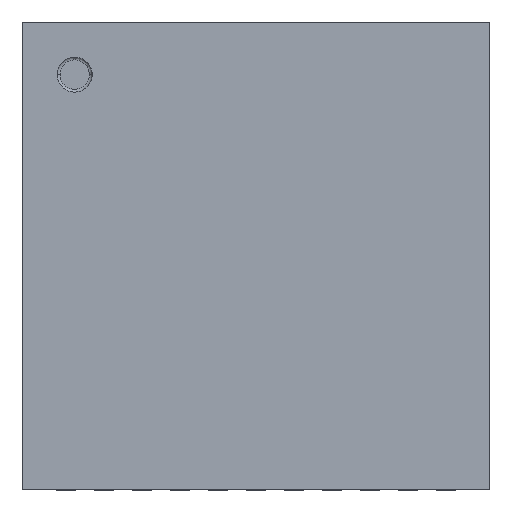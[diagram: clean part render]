
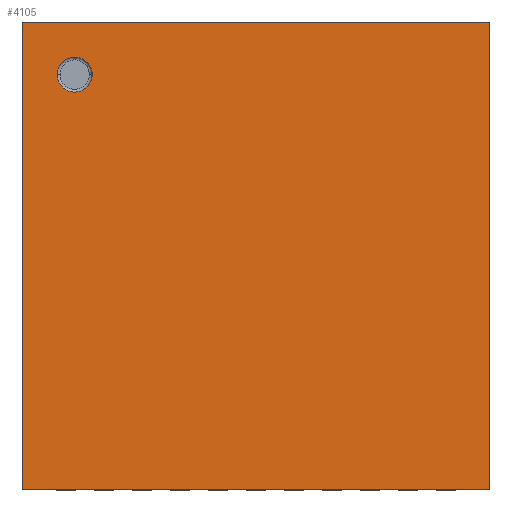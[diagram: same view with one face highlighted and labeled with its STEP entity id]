
A CAD part, top view. The second image highlights one B-rep face of the part: STEP entity #4105.
In plain terms, the highlighted planar face has unit normal (0, 0, 1).
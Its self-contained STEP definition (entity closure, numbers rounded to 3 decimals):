
#239 = VECTOR ( 'NONE', #11050, 1000. ) ;
#297 = AXIS2_PLACEMENT_3D ( 'NONE', #718, #9647, #1992 ) ;
#314 = VERTEX_POINT ( 'NONE', #6164 ) ;
#718 = CARTESIAN_POINT ( 'NONE',  ( 0.15, 7.1, 0.9 ) ) ;
#1266 = VECTOR ( 'NONE', #9498, 1000. ) ;
#1886 = FACE_OUTER_BOUND ( 'NONE', #11788, .T. ) ;
#1992 = DIRECTION ( 'NONE',  ( -1., 0., 0. ) ) ;
#2117 = ORIENTED_EDGE ( 'NONE', *, *, #6433, .F. ) ;
#2806 = EDGE_CURVE ( 'NONE', #10602, #314, #3331, .T. ) ;
#3233 = DIRECTION ( 'NONE',  ( 0., 0., -1. ) ) ;
#3331 = LINE ( 'NONE', #8288, #9717 ) ;
#4105 = ADVANCED_FACE ( 'NONE', ( #1886, #15012 ), #15741, .T. ) ;
#4992 = DIRECTION ( 'NONE',  ( -1., 0., 0. ) ) ;
#5330 = VERTEX_POINT ( 'NONE', #8249 ) ;
#6164 = CARTESIAN_POINT ( 'NONE',  ( 7.24, 0.01, 0.9 ) ) ;
#6346 = EDGE_CURVE ( 'NONE', #6812, #8771, #14319, .T. ) ;
#6385 = ORIENTED_EDGE ( 'NONE', *, *, #9215, .F. ) ;
#6433 = EDGE_CURVE ( 'NONE', #11747, #10602, #11431, .T. ) ;
#6812 = VERTEX_POINT ( 'NONE', #12808 ) ;
#6898 = CARTESIAN_POINT ( 'NONE',  ( -0.74, 0.01, 0.9 ) ) ;
#7113 = ORIENTED_EDGE ( 'NONE', *, *, #16485, .T. ) ;
#8181 = DIRECTION ( 'NONE',  ( 1., 0., 0. ) ) ;
#8249 = CARTESIAN_POINT ( 'NONE',  ( -0.74, 0.01, 0.9 ) ) ;
#8288 = CARTESIAN_POINT ( 'NONE',  ( 7.24, 7.99, 0.9 ) ) ;
#8771 = VERTEX_POINT ( 'NONE', #9467 ) ;
#9029 = ORIENTED_EDGE ( 'NONE', *, *, #15157, .F. ) ;
#9215 = EDGE_CURVE ( 'NONE', #5330, #11747, #13807, .T. ) ;
#9467 = CARTESIAN_POINT ( 'NONE',  ( 0.45, 7.1, 0.9 ) ) ;
#9498 = DIRECTION ( 'NONE',  ( 1., 0., 0. ) ) ;
#9647 = DIRECTION ( 'NONE',  ( 0., 0., -1. ) ) ;
#9717 = VECTOR ( 'NONE', #10852, 1000. ) ;
#9894 = LINE ( 'NONE', #12674, #16225 ) ;
#10602 = VERTEX_POINT ( 'NONE', #10741 ) ;
#10741 = CARTESIAN_POINT ( 'NONE',  ( 7.24, 7.99, 0.9 ) ) ;
#10852 = DIRECTION ( 'NONE',  ( 0., -1., 0. ) ) ;
#10874 = CARTESIAN_POINT ( 'NONE',  ( 0.15, 7.1, 0.9 ) ) ;
#10956 = CIRCLE ( 'NONE', #15108, 0.3 ) ;
#11050 = DIRECTION ( 'NONE',  ( 0., 1., 0. ) ) ;
#11431 = LINE ( 'NONE', #15818, #1266 ) ;
#11747 = VERTEX_POINT ( 'NONE', #12124 ) ;
#11788 = EDGE_LOOP ( 'NONE', ( #12983, #2117, #6385, #9029 ) ) ;
#12124 = CARTESIAN_POINT ( 'NONE',  ( -0.74, 7.99, 0.9 ) ) ;
#12134 = DIRECTION ( 'NONE',  ( -1., 0., 0. ) ) ;
#12674 = CARTESIAN_POINT ( 'NONE',  ( 7.24, 0.01, 0.9 ) ) ;
#12808 = CARTESIAN_POINT ( 'NONE',  ( -0.15, 7.1, 0.9 ) ) ;
#12983 = ORIENTED_EDGE ( 'NONE', *, *, #2806, .F. ) ;
#13807 = LINE ( 'NONE', #14752, #239 ) ;
#14215 = EDGE_LOOP ( 'NONE', ( #7113, #15667 ) ) ;
#14319 = CIRCLE ( 'NONE', #297, 0.3 ) ;
#14752 = CARTESIAN_POINT ( 'NONE',  ( -0.74, 0.01, 0.9 ) ) ;
#15012 = FACE_BOUND ( 'NONE', #14215, .T. ) ;
#15108 = AXIS2_PLACEMENT_3D ( 'NONE', #10874, #3233, #12134 ) ;
#15157 = EDGE_CURVE ( 'NONE', #314, #5330, #9894, .T. ) ;
#15619 = AXIS2_PLACEMENT_3D ( 'NONE', #6898, #15802, #8181 ) ;
#15667 = ORIENTED_EDGE ( 'NONE', *, *, #6346, .T. ) ;
#15741 = PLANE ( 'NONE',  #15619 ) ;
#15802 = DIRECTION ( 'NONE',  ( 0., 0., 1. ) ) ;
#15818 = CARTESIAN_POINT ( 'NONE',  ( -0.74, 7.99, 0.9 ) ) ;
#16225 = VECTOR ( 'NONE', #4992, 1000. ) ;
#16485 = EDGE_CURVE ( 'NONE', #8771, #6812, #10956, .T. ) ;
